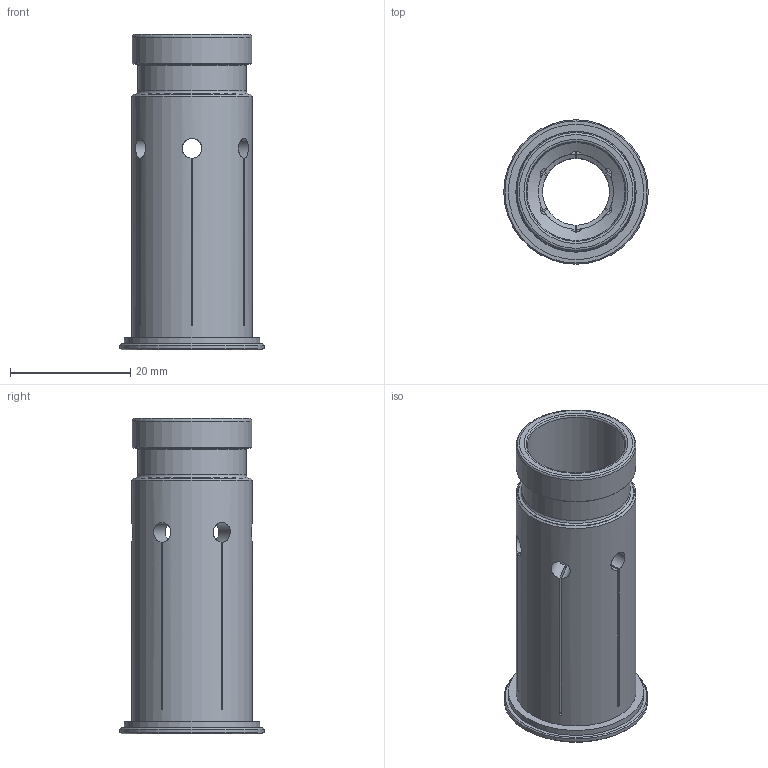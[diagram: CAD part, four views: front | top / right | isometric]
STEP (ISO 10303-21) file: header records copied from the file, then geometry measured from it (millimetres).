
FILE_DESCRIPTION(/* description */ (''),/* implementation_level */ '2;1');
FILE_NAME(/* name */ '05FHC200437_Basic.stp',/* time_stamp */ '2022-05-24T09:53:16+05:00',/* author */ (''),/* organization */ (''),/* preprocessor_version */ 'ST-DEVELOPER v16.7',/* originating_system */ 'SIEMENS PLM Software NX 12.0',/* authorisation */ '');
FILE_SCHEMA (('AUTOMOTIVE_DESIGN { 1 0 10303 214 3 1 1 1 }'));
Length unit declared in the file: millimetre
Products named in the file (1): inpu285C5259bfm8
Bounding box: 24 x 24 x 52.5 mm (x, y, z)
Volume: 8777.3 mm3; surface area: 7604.5 mm2
Topology: 1 solids, 1 shells, 62 faces, 187 edges, 128 vertices
Faces by surface type: plane 24, cylinder 19, cone 11, torus 8
Full cylindrical faces by diameter (mm): 11.113 x1, 16.3 x1, 18 x1, 19.9 x1, 20 x1, 22.5 x1, 24 x1
Entity records: 2780 total; most frequent: CARTESIAN_POINT 1171, ORIENTED_EDGE 316, DIRECTION 302, EDGE_CURVE 158, AXIS2_PLACEMENT_3D 121, VERTEX_POINT 116, EDGE_LOOP 94, ADVANCED_FACE 62
